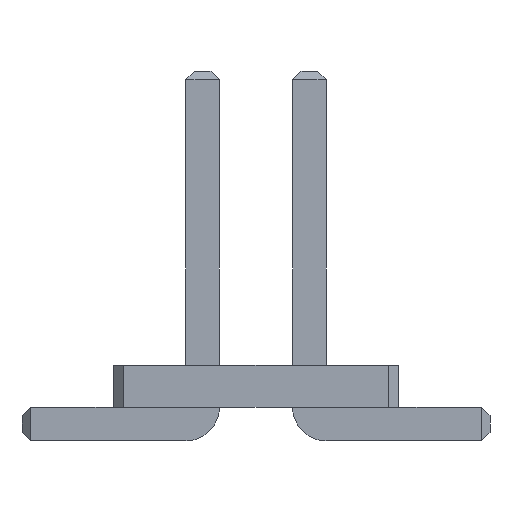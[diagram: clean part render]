
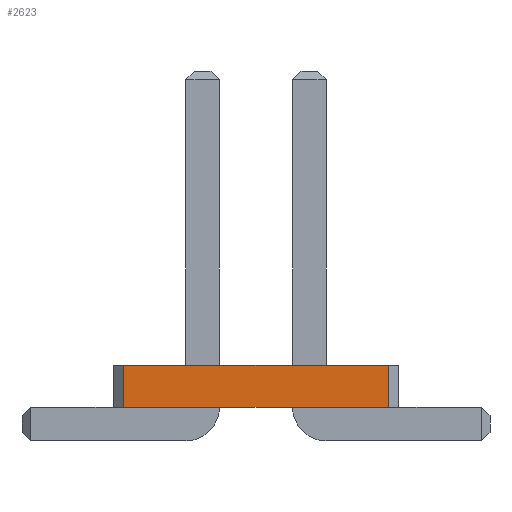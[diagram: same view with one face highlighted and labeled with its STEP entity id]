
A CAD part, front view. The second image highlights one B-rep face of the part: STEP entity #2623.
In plain terms, the highlighted planar face has unit normal (0, -1, 0).
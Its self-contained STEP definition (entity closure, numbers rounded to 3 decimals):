
#566 = VERTEX_POINT('',#567);
#567 = CARTESIAN_POINT('',(1.573,-3.81,0.4));
#573 = EDGE_CURVE('',#574,#566,#576,.T.);
#574 = VERTEX_POINT('',#575);
#575 = CARTESIAN_POINT('',(-1.573,-3.81,0.4));
#576 = LINE('',#577,#578);
#577 = CARTESIAN_POINT('',(-1.573,-3.81,0.4));
#578 = VECTOR('',#579,1.);
#579 = DIRECTION('',(1.,0.,0.));
#1134 = VERTEX_POINT('',#1135);
#1135 = CARTESIAN_POINT('',(1.573,-3.81,0.9));
#1141 = EDGE_CURVE('',#1142,#1134,#1144,.T.);
#1142 = VERTEX_POINT('',#1143);
#1143 = CARTESIAN_POINT('',(-1.573,-3.81,0.9));
#1144 = LINE('',#1145,#1146);
#1145 = CARTESIAN_POINT('',(-1.573,-3.81,0.9));
#1146 = VECTOR('',#1147,1.);
#1147 = DIRECTION('',(1.,0.,0.));
#2612 = EDGE_CURVE('',#574,#1142,#2613,.T.);
#2613 = LINE('',#2614,#2615);
#2614 = CARTESIAN_POINT('',(-1.573,-3.81,0.4));
#2615 = VECTOR('',#2616,1.);
#2616 = DIRECTION('',(0.,0.,1.));
#2623 = ADVANCED_FACE('',(#2624),#2635,.F.);
#2624 = FACE_BOUND('',#2625,.F.);
#2625 = EDGE_LOOP('',(#2626,#2627,#2628,#2634));
#2626 = ORIENTED_EDGE('',*,*,#2612,.T.);
#2627 = ORIENTED_EDGE('',*,*,#1141,.T.);
#2628 = ORIENTED_EDGE('',*,*,#2629,.F.);
#2629 = EDGE_CURVE('',#566,#1134,#2630,.T.);
#2630 = LINE('',#2631,#2632);
#2631 = CARTESIAN_POINT('',(1.573,-3.81,0.4));
#2632 = VECTOR('',#2633,1.);
#2633 = DIRECTION('',(0.,0.,1.));
#2634 = ORIENTED_EDGE('',*,*,#573,.F.);
#2635 = PLANE('',#2636);
#2636 = AXIS2_PLACEMENT_3D('',#2637,#2638,#2639);
#2637 = CARTESIAN_POINT('',(-1.573,-3.81,0.4));
#2638 = DIRECTION('',(0.,1.,0.));
#2639 = DIRECTION('',(1.,0.,0.));
